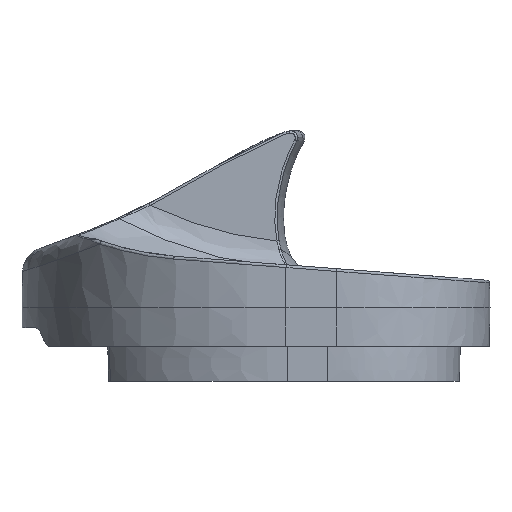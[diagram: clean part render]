
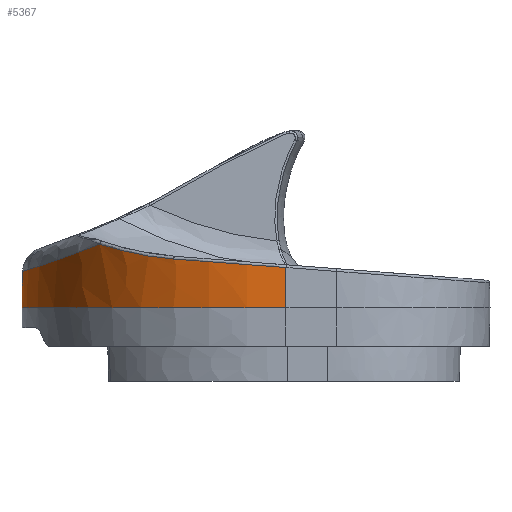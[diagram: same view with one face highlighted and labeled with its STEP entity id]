
A CAD part, left-side view. The second image highlights one B-rep face of the part: STEP entity #5367.
In plain terms, the highlighted free-form (B-spline) face has degree [3, 3] with [12, 4] control points.
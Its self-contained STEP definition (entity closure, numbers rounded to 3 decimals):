
#523=CARTESIAN_POINT('',(-38.06,-0.32,7.97));
#524=CARTESIAN_POINT('',(-38.06,1.638,7.97));
#525=CARTESIAN_POINT('',(-37.603,5.782,7.97));
#526=CARTESIAN_POINT('',(-35.402,11.781,7.97));
#527=CARTESIAN_POINT('',(-31.391,17.536,7.97));
#528=CARTESIAN_POINT('',(-25.077,22.469,7.97));
#529=CARTESIAN_POINT('',(-15.842,26.229,7.97));
#530=CARTESIAN_POINT('',(-7.152,28.053,7.97));
#531=CARTESIAN_POINT('',(-1.476,28.32,7.97));
#532=CARTESIAN_POINT('',(0.,28.32,7.97));
#580=DIRECTION('',(0.017,0.,1.));
#581=VECTOR('',#580,4.356);
#582=CARTESIAN_POINT('',(-38.06,-0.32,7.97));
#583=LINE('',#582,#581);
#584=DIRECTION('',(0.,0.017,-1.));
#585=VECTOR('',#584,3.905);
#586=CARTESIAN_POINT('',(0.,28.252,
11.874));
#587=LINE('',#586,#585);
#912=CARTESIAN_POINT('',(-34.936,11.861,13.247));
#913=CARTESIAN_POINT('',(-35.431,10.939,13.177));
#914=CARTESIAN_POINT('',(-36.309,9.029,13.033));
#915=CARTESIAN_POINT('',(-37.267,6.018,12.805));
#916=CARTESIAN_POINT('',(-37.848,2.903,12.569));
#917=CARTESIAN_POINT('',(-37.983,0.758,12.407));
#918=CARTESIAN_POINT('',(-37.984,-0.32,
12.325));
#933=CARTESIAN_POINT('',(-28.055,19.873,14.857));
#934=CARTESIAN_POINT('',(-28.623,19.442,14.714));
#935=CARTESIAN_POINT('',(-29.742,18.526,14.427));
#936=CARTESIAN_POINT('',(-31.384,16.915,14.007));
#937=CARTESIAN_POINT('',(-32.829,15.192,13.653));
#938=CARTESIAN_POINT('',(-34.036,13.45,13.391));
#939=CARTESIAN_POINT('',(-34.659,12.375,13.286));
#940=CARTESIAN_POINT('',(-34.936,11.861,13.247));
#1049=CARTESIAN_POINT('',(0.,28.252,
11.874));
#1050=CARTESIAN_POINT('',(-1.33,28.252,11.874));
#1051=CARTESIAN_POINT('',(-3.863,28.139,11.911));
#1052=CARTESIAN_POINT('',(-7.264,27.751,12.039));
#1053=CARTESIAN_POINT('',(-10.29,27.223,12.215));
#1054=CARTESIAN_POINT('',(-13.005,26.604,12.424));
#1055=CARTESIAN_POINT('',(-15.466,25.924,12.657));
#1056=CARTESIAN_POINT('',(-17.689,25.213,12.905));
#1057=CARTESIAN_POINT('',(-19.696,24.482,13.163));
#1058=CARTESIAN_POINT('',(-21.505,23.73,13.429));
#1059=CARTESIAN_POINT('',(-23.128,22.962,13.705));
#1060=CARTESIAN_POINT('',(-24.581,22.186,13.987));
#1061=CARTESIAN_POINT('',(-25.879,21.408,14.273));
#1062=CARTESIAN_POINT('',(-27.035,20.636,14.563));
#1063=CARTESIAN_POINT('',(-27.729,20.125,14.759));
#1064=CARTESIAN_POINT('',(-28.055,19.873,14.857));
#4287=CARTESIAN_POINT('',(-38.06,-0.32,7.97));
#4288=VERTEX_POINT('',#4287);
#4327=CARTESIAN_POINT('',(-37.984,-0.32,
12.325));
#4328=VERTEX_POINT('',#4327);
#4331=VERTEX_POINT('',#912);
#4333=VERTEX_POINT('',#933);
#4473=CARTESIAN_POINT('',(0.,28.252,
11.874));
#4474=CARTESIAN_POINT('',(0.,28.32,7.97));
#4475=VERTEX_POINT('',#4473);
#4476=VERTEX_POINT('',#4474);
#5305=CARTESIAN_POINT('',(-38.057,-0.852,
7.832));
#5306=CARTESIAN_POINT('',(-38.015,-0.851,
10.22));
#5307=CARTESIAN_POINT('',(-37.974,-0.85,
12.607));
#5308=CARTESIAN_POINT('',(-37.932,-0.85,
14.995));
#5309=CARTESIAN_POINT('',(-38.061,-0.675,
7.832));
#5310=CARTESIAN_POINT('',(-38.019,-0.674,
10.22));
#5311=CARTESIAN_POINT('',(-37.977,-0.674,
12.607));
#5312=CARTESIAN_POINT('',(-37.936,-0.673,
14.995));
#5313=CARTESIAN_POINT('',(-38.082,1.46,7.832));
#5314=CARTESIAN_POINT('',(-38.04,1.458,10.22));
#5315=CARTESIAN_POINT('',(-37.999,1.455,12.607));
#5316=CARTESIAN_POINT('',(-37.957,1.452,14.995));
#5317=CARTESIAN_POINT('',(-37.606,5.782,7.832));
#5318=CARTESIAN_POINT('',(-37.565,5.773,10.22));
#5319=CARTESIAN_POINT('',(-37.524,5.763,12.607));
#5320=CARTESIAN_POINT('',(-37.483,5.753,14.995));
#5321=CARTESIAN_POINT('',(-35.404,11.782,7.832));
#5322=CARTESIAN_POINT('',(-35.367,11.763,10.22));
#5323=CARTESIAN_POINT('',(-35.329,11.743,12.607));
#5324=CARTESIAN_POINT('',(-35.292,11.724,14.995));
#5325=CARTESIAN_POINT('',(-31.392,17.538,7.832));
#5326=CARTESIAN_POINT('',(-31.362,17.508,10.22));
#5327=CARTESIAN_POINT('',(-31.331,17.479,12.607));
#5328=CARTESIAN_POINT('',(-31.301,17.45,14.995));
#5329=CARTESIAN_POINT('',(-25.078,22.471,7.832));
#5330=CARTESIAN_POINT('',(-25.058,22.434,10.22));
#5331=CARTESIAN_POINT('',(-25.038,22.396,12.607));
#5332=CARTESIAN_POINT('',(-25.017,22.359,14.995));
#5333=CARTESIAN_POINT('',(-15.843,26.231,7.832));
#5334=CARTESIAN_POINT('',(-15.831,26.191,10.22));
#5335=CARTESIAN_POINT('',(-15.82,26.151,12.607));
#5336=CARTESIAN_POINT('',(-15.809,26.111,14.995));
#5337=CARTESIAN_POINT('',(-7.153,28.055,7.832));
#5338=CARTESIAN_POINT('',(-7.147,28.014,10.22));
#5339=CARTESIAN_POINT('',(-7.141,27.973,12.607));
#5340=CARTESIAN_POINT('',(-7.135,27.931,14.995));
#5341=CARTESIAN_POINT('',(-1.299,28.331,7.832));
#5342=CARTESIAN_POINT('',(-1.298,28.289,10.22));
#5343=CARTESIAN_POINT('',(-1.297,28.247,12.607));
#5344=CARTESIAN_POINT('',(-1.295,28.206,14.995));
#5345=CARTESIAN_POINT('',(0.354,28.321,7.832));
#5346=CARTESIAN_POINT('',(0.354,28.28,10.22));
#5347=CARTESIAN_POINT('',(0.354,28.238,12.607));
#5348=CARTESIAN_POINT('',(0.353,28.196,14.995));
#5349=CARTESIAN_POINT('',(0.532,28.319,7.832));
#5350=CARTESIAN_POINT('',(0.531,28.278,10.22));
#5351=CARTESIAN_POINT('',(0.531,28.236,12.607));
#5352=CARTESIAN_POINT('',(0.53,28.194,14.995));
#5353=B_SPLINE_SURFACE_WITH_KNOTS('',3,3,((#5305,#5306,#5307,#5308),(#5309,
#5310,#5311,#5312),(#5313,#5314,#5315,#5316),(#5317,#5318,#5319,#5320),(#5321,
#5322,#5323,#5324),(#5325,#5326,#5327,#5328),(#5329,#5330,#5331,#5332),(#5333,
#5334,#5335,#5336),(#5337,#5338,#5339,#5340),(#5341,#5342,#5343,#5344),(#5345,
#5346,#5347,#5348),(#5349,#5350,#5351,#5352)),.UNSPECIFIED.,.F.,.F.,.F.,(4,1,1,
1,1,1,1,1,1,4),(4,4),(-0.01,0.,0.111,
0.233,0.357,0.502,0.679,
0.917,1.,1.01),(-0.017,0.871),
.UNSPECIFIED.);
#5355=ORIENTED_EDGE('',*,*,#5354,.F.);
#5357=ORIENTED_EDGE('',*,*,#5356,.T.);
#5359=ORIENTED_EDGE('',*,*,#5358,.T.);
#5361=ORIENTED_EDGE('',*,*,#5360,.T.);
#5363=ORIENTED_EDGE('',*,*,#5362,.F.);
#5364=ORIENTED_EDGE('',*,*,#5291,.T.);
#5365=EDGE_LOOP('',(#5355,#5357,#5359,#5361,#5363,#5364));
#5366=FACE_OUTER_BOUND('',#5365,.F.);
#5367=ADVANCED_FACE('',(#5366),#5353,.F.);
#533=B_SPLINE_CURVE_WITH_KNOTS('',3,(#523,#524,#525,#526,#527,#528,#529,#530,
#531,#532),.UNSPECIFIED.,.F.,.F.,(4,1,1,1,1,1,1,4),(0.,0.111,
0.233,0.357,0.502,0.679,
0.917,1.),.UNSPECIFIED.);
#919=B_SPLINE_CURVE_WITH_KNOTS('',3,(#912,#913,#914,#915,#916,#917,#918),
.UNSPECIFIED.,.F.,.F.,(4,1,1,1,4),(0.,0.25,0.5,0.75,1.),
.UNSPECIFIED.);
#941=B_SPLINE_CURVE_WITH_KNOTS('',3,(#933,#934,#935,#936,#937,#938,#939,#940),
.UNSPECIFIED.,.F.,.F.,(4,1,1,1,1,4),(0.,0.2,0.4,0.6,0.8,1.),
.UNSPECIFIED.);
#1065=B_SPLINE_CURVE_WITH_KNOTS('',3,(#1049,#1050,#1051,#1052,#1053,#1054,#1055,
#1056,#1057,#1058,#1059,#1060,#1061,#1062,#1063,#1064),.UNSPECIFIED.,.F.,.F.,(4,
1,1,1,1,1,1,1,1,1,1,1,1,4),(0.,0.077,0.154,
0.231,0.308,0.385,0.462,
0.538,0.615,0.692,0.769,
0.846,0.923,1.),.UNSPECIFIED.);
#5291=EDGE_CURVE('',#4288,#4476,#533,.T.);
#5354=EDGE_CURVE('',#4475,#4476,#587,.T.);
#5356=EDGE_CURVE('',#4475,#4333,#1065,.T.);
#5358=EDGE_CURVE('',#4333,#4331,#941,.T.);
#5360=EDGE_CURVE('',#4331,#4328,#919,.T.);
#5362=EDGE_CURVE('',#4288,#4328,#583,.T.);
